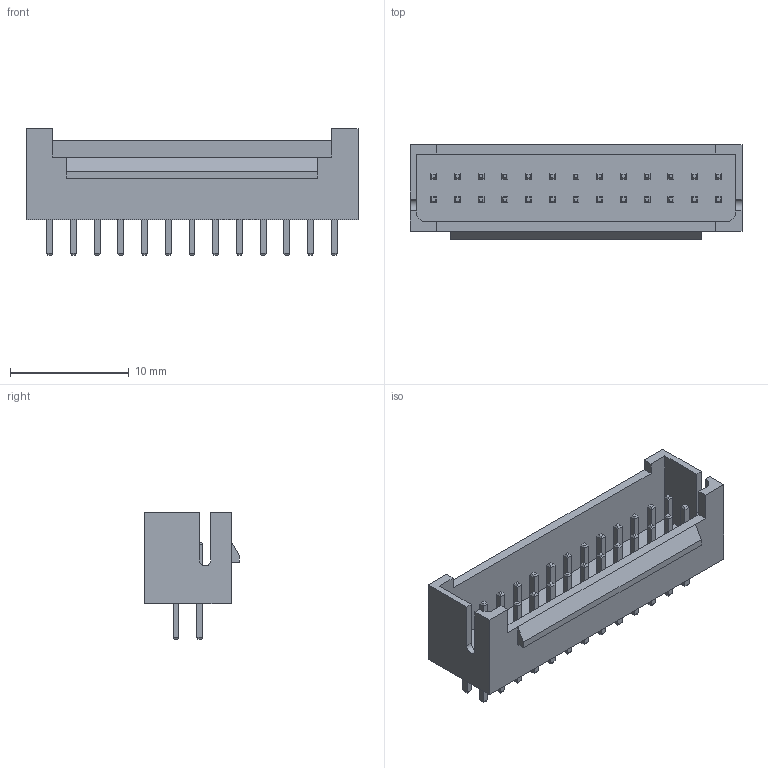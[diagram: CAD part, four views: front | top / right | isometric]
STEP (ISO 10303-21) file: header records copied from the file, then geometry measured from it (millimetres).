
FILE_DESCRIPTION (( 'STEP AP214' ), '1' );
FILE_NAME ('User Library-phb-2x13.STEP', '2021-01-23T07:34:45', ( '' ), ( '' ), 'SwSTEP 2.0', 'SolidWorks 2020', '' );
FILE_SCHEMA (( 'AUTOMOTIVE_DESIGN' ));
Length unit declared in the file: millimetre
Products named in the file (3): User Library-phb-2x13; PIN_0_5X0_5; PHB-2X13
Assembly tree (27 placements, depth 2):
  User Library-phb-2x13
    PHB-2X13
    PIN_0_5X0_5  x26
Bounding box: 28 x 8 x 10.7 mm (x, y, z)
Volume: 572.3 mm3; surface area: 1708.8 mm2
Topology: 27 solids, 27 shells, 501 faces, 1131 edges, 684 vertices
Faces by surface type: plane 499, cylinder 2
Entity records: 6884 total; most frequent: CARTESIAN_POINT 896, ORIENTED_EDGE 862, DIRECTION 797, EDGE_CURVE 431, LINE 427, VECTOR 427, VERTEX_POINT 284, EDGE_LOOP 203
